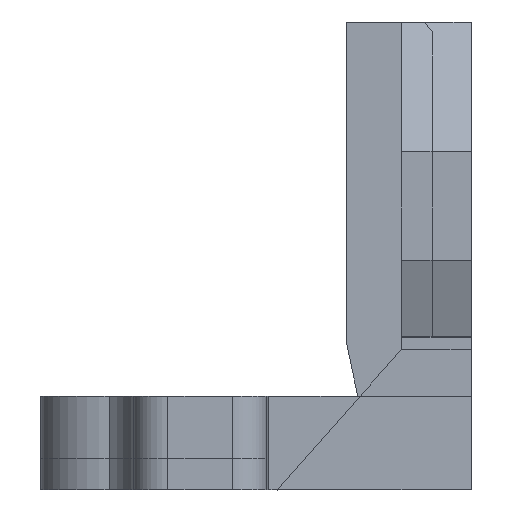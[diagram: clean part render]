
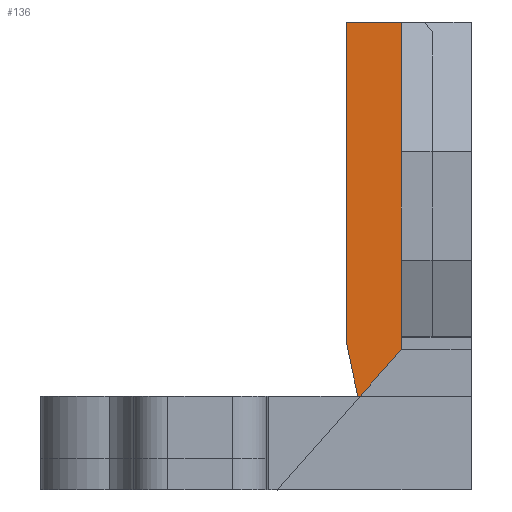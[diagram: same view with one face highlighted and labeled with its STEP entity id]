
A CAD part, left-side view. The second image highlights one B-rep face of the part: STEP entity #136.
In plain terms, the highlighted planar face has unit normal (-1, 0, 0).
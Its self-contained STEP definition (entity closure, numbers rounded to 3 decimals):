
#136=ADVANCED_FACE('',(#371),#2834,.T.);
#371=FACE_OUTER_BOUND('',#578,.T.);
#578=EDGE_LOOP('',(#1213,#1214,#1215,#1216,#1217,#1218));
#1213=ORIENTED_EDGE('',*,*,#1851,.F.);
#1214=ORIENTED_EDGE('',*,*,#1837,.F.);
#1215=ORIENTED_EDGE('',*,*,#1841,.F.);
#1216=ORIENTED_EDGE('',*,*,#1839,.F.);
#1217=ORIENTED_EDGE('',*,*,#1833,.T.);
#1218=ORIENTED_EDGE('',*,*,#1834,.T.);
#1833=EDGE_CURVE('',#2635,#2624,#2149,.T.);
#1834=EDGE_CURVE('',#2624,#2639,#2150,.T.);
#1837=EDGE_CURVE('',#2630,#2636,#2153,.T.);
#1839=EDGE_CURVE('',#2635,#2634,#2155,.T.);
#1841=EDGE_CURVE('',#2634,#2630,#2157,.T.);
#1851=EDGE_CURVE('',#2636,#2639,#2166,.T.);
#2149=B_SPLINE_CURVE_WITH_KNOTS('',1,(#5143,#5144),.UNSPECIFIED.,.F.,.F.,
(2,2),(4.788,10.404),.UNSPECIFIED.);
#2150=B_SPLINE_CURVE_WITH_KNOTS('',1,(#5145,#5146),.UNSPECIFIED.,.F.,.F.,
(2,2),(0.,32.566),.UNSPECIFIED.);
#2153=B_SPLINE_CURVE_WITH_KNOTS('',1,(#5151,#5152),.UNSPECIFIED.,.F.,.F.,
(2,2),(6.788,9.224),.UNSPECIFIED.);
#2155=B_SPLINE_CURVE_WITH_KNOTS('',1,(#5155,#5156),.UNSPECIFIED.,.F.,.F.,
(2,2),(0.,36.127),.UNSPECIFIED.);
#2157=B_SPLINE_CURVE_WITH_KNOTS('',1,(#5159,#5160),.UNSPECIFIED.,.F.,.F.,
(2,2),(-2.828,0.),.UNSPECIFIED.);
#2166=B_SPLINE_CURVE_WITH_KNOTS('',1,(#5186,#5187),.UNSPECIFIED.,.F.,.F.,
(2,2),(1.181,6.866),.UNSPECIFIED.);
#2624=VERTEX_POINT('',#4158);
#2630=VERTEX_POINT('',#4164);
#2634=VERTEX_POINT('',#4168);
#2635=VERTEX_POINT('',#4169);
#2636=VERTEX_POINT('',#4170);
#2639=VERTEX_POINT('',#4173);
#2834=PLANE('',#2961);
#2961=AXIS2_PLACEMENT_3D('',#3403,#3071,$);
#3071=DIRECTION('',(-1.,0.,0.));
#3403=CARTESIAN_POINT('',(981.257,527.257,6.386));
#4158=CARTESIAN_POINT('',(981.257,532.873,6.386));
#4164=CARTESIAN_POINT('',(981.257,529.257,-31.741));
#4168=CARTESIAN_POINT('',(981.257,527.257,-29.741));
#4169=CARTESIAN_POINT('',(981.257,527.257,6.386));
#4170=CARTESIAN_POINT('',(981.257,531.692,-31.741));
#4173=CARTESIAN_POINT('',(981.257,532.873,-26.18));
#5143=CARTESIAN_POINT('',(981.257,527.257,6.386));
#5144=CARTESIAN_POINT('',(981.257,532.873,6.386));
#5145=CARTESIAN_POINT('',(981.257,532.873,6.386));
#5146=CARTESIAN_POINT('',(981.257,532.873,-26.18));
#5151=CARTESIAN_POINT('',(981.257,529.257,-31.741));
#5152=CARTESIAN_POINT('',(981.257,531.692,-31.741));
#5155=CARTESIAN_POINT('',(981.257,527.257,6.386));
#5156=CARTESIAN_POINT('',(981.257,527.257,-29.741));
#5159=CARTESIAN_POINT('',(981.257,527.257,-29.741));
#5160=CARTESIAN_POINT('',(981.257,529.257,-31.741));
#5186=CARTESIAN_POINT('',(981.257,531.692,-31.741));
#5187=CARTESIAN_POINT('',(981.257,532.873,-26.18));
